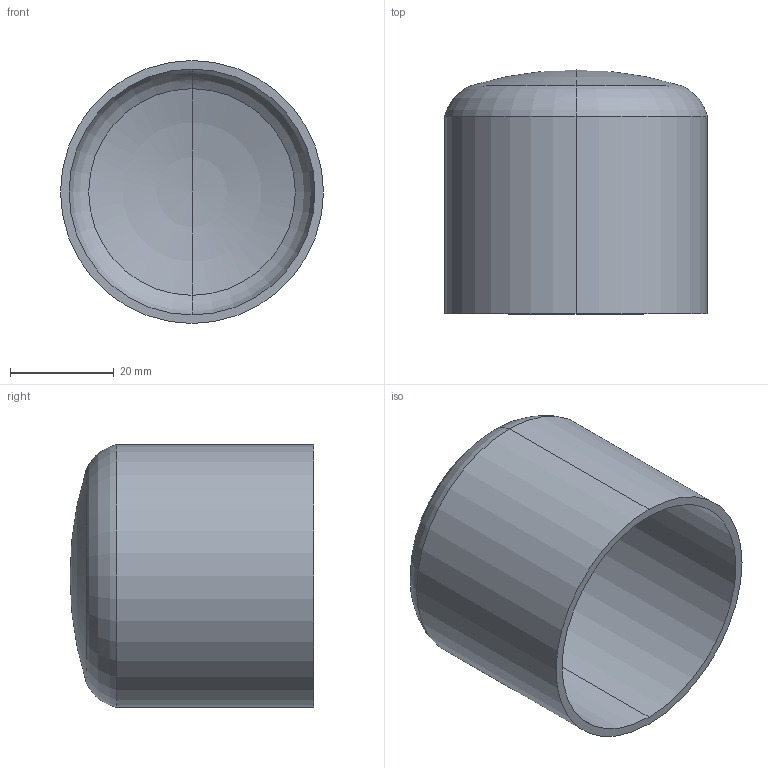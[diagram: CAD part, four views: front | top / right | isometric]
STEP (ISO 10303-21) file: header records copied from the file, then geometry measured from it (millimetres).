
FILE_DESCRIPTION (( 'STEP AP214' ), '1' );
FILE_NAME ('DT30 50.8.STEP', '2014-02-12T08:48:55', ( '' ), ( '' ), 'SwSTEP 2.0', 'SolidWorks 2013', '' );
FILE_SCHEMA (( 'AUTOMOTIVE_DESIGN' ));
Length unit declared in the file: millimetre
Products named in the file (1): DT30 50.8
Bounding box: 50.8 x 47.1 x 50.8 mm (x, y, z)
Volume: 13518.6 mm3; surface area: 16646.6 mm2
Topology: 1 solids, 1 shells, 13 faces, 28 edges, 14 vertices
Faces by surface type: torus 8, cylinder 4, plane 1
Entity records: 364 total; most frequent: DIRECTION 72, CARTESIAN_POINT 52, ORIENTED_EDGE 48, AXIS2_PLACEMENT_3D 34, EDGE_CURVE 24, CIRCLE 20, VERTEX_POINT 14, EDGE_LOOP 14
